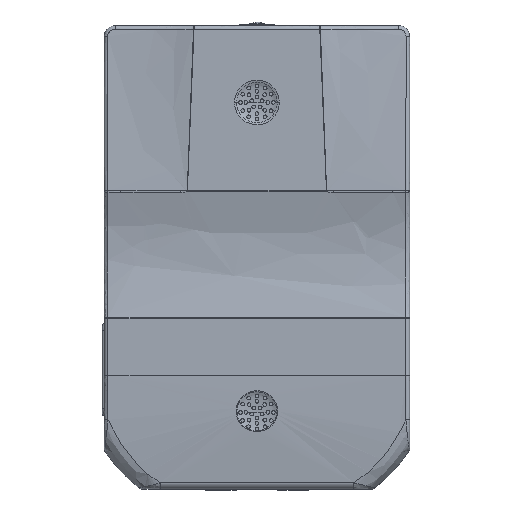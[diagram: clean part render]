
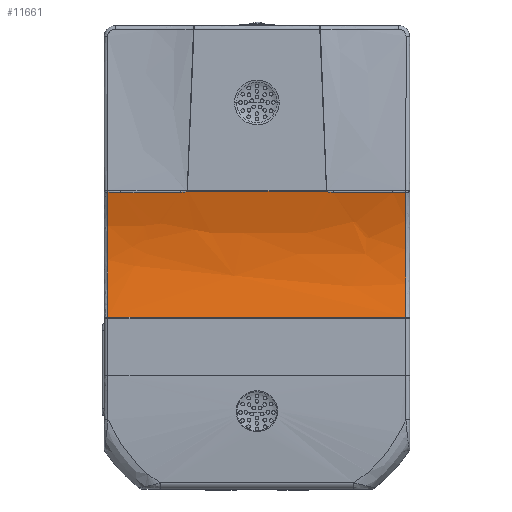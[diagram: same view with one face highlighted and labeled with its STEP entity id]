
A CAD part, top view. The second image highlights one B-rep face of the part: STEP entity #11661.
In plain terms, the highlighted free-form (B-spline) face has degree [2, 1] with [3, 2] control points.
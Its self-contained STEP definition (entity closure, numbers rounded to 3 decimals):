
#11661 = ADVANCED_FACE('',(#11662),#11782,.F.);
#11662 = FACE_BOUND('',#11663,.F.);
#11663 = EDGE_LOOP('',(#11664,#11675,#11690,#11701,#11710,#11717,#11726,
    #11737,#11752,#11761,#11769,#11776));
#11664 = ORIENTED_EDGE('',*,*,#11665,.F.);
#11665 = EDGE_CURVE('',#11666,#11668,#11670,.T.);
#11666 = VERTEX_POINT('',#11667);
#11667 = CARTESIAN_POINT('',(-46.613,22.186,
    12.34));
#11668 = VERTEX_POINT('',#11669);
#11669 = CARTESIAN_POINT('',(-51.053,22.328,
    12.383));
#11670 = B_SPLINE_CURVE_WITH_KNOTS('',3,(#11671,#11672,#11673,#11674),
  .UNSPECIFIED.,.F.,.F.,(4,4),(0.,0.004),
  .PIECEWISE_BEZIER_KNOTS.);
#11671 = CARTESIAN_POINT('',(-46.613,22.186,
    12.34));
#11672 = CARTESIAN_POINT('',(-48.093,22.227,
    12.352));
#11673 = CARTESIAN_POINT('',(-49.574,22.273,
    12.366));
#11674 = CARTESIAN_POINT('',(-51.053,22.328,
    12.383));
#11675 = ORIENTED_EDGE('',*,*,#11676,.F.);
#11676 = EDGE_CURVE('',#11677,#11666,#11679,.T.);
#11677 = VERTEX_POINT('',#11678);
#11678 = CARTESIAN_POINT('',(-26.208,22.184,
    12.339));
#11679 = B_SPLINE_CURVE_WITH_KNOTS('',3,(#11680,#11681,#11682,#11683,
    #11684,#11685,#11686,#11687,#11688,#11689),.UNSPECIFIED.,.F.,.F.,(4,
    2,2,2,4),(0.,0.002,0.004,
    0.008,0.016),.UNSPECIFIED.);
#11680 = CARTESIAN_POINT('',(-26.208,22.184,
    12.339));
#11681 = CARTESIAN_POINT('',(-27.056,22.12,
    12.32));
#11682 = CARTESIAN_POINT('',(-27.906,22.086,
    12.309));
#11683 = CARTESIAN_POINT('',(-29.606,22.034,
    12.294));
#11684 = CARTESIAN_POINT('',(-30.457,22.02,
    12.289));
#11685 = CARTESIAN_POINT('',(-33.008,21.991,
    12.281));
#11686 = CARTESIAN_POINT('',(-34.709,21.994,
    12.281));
#11687 = CARTESIAN_POINT('',(-39.811,22.031,
    12.293));
#11688 = CARTESIAN_POINT('',(-43.213,22.094,
    12.312));
#11689 = CARTESIAN_POINT('',(-46.613,22.186,
    12.34));
#11690 = ORIENTED_EDGE('',*,*,#11691,.F.);
#11691 = EDGE_CURVE('',#11692,#11677,#11694,.T.);
#11692 = VERTEX_POINT('',#11693);
#11693 = CARTESIAN_POINT('',(-24.203,22.44,
    12.417));
#11694 = B_SPLINE_CURVE_WITH_KNOTS('',3,(#11695,#11696,#11697,#11698,
    #11699,#11700),.UNSPECIFIED.,.F.,.F.,(4,2,4),(0.001,
    0.001,0.002),.UNSPECIFIED.);
#11695 = CARTESIAN_POINT('',(-24.203,22.44,
    12.417));
#11696 = CARTESIAN_POINT('',(-24.531,22.366,
    12.394));
#11697 = CARTESIAN_POINT('',(-24.865,22.319,
    12.38));
#11698 = CARTESIAN_POINT('',(-25.535,22.24,
    12.356));
#11699 = CARTESIAN_POINT('',(-25.872,22.21,
    12.347));
#11700 = CARTESIAN_POINT('',(-26.208,22.184,
    12.339));
#11701 = ORIENTED_EDGE('',*,*,#11702,.F.);
#11702 = EDGE_CURVE('',#11703,#11692,#11705,.T.);
#11703 = VERTEX_POINT('',#11704);
#11704 = CARTESIAN_POINT('',(-23.462,22.628,
    12.475));
#11705 = B_SPLINE_CURVE_WITH_KNOTS('',3,(#11706,#11707,#11708,#11709),
  .UNSPECIFIED.,.F.,.F.,(4,4),(0.,0.001),
  .PIECEWISE_BEZIER_KNOTS.);
#11706 = CARTESIAN_POINT('',(-23.462,22.628,
    12.475));
#11707 = CARTESIAN_POINT('',(-23.708,22.562,
    12.454));
#11708 = CARTESIAN_POINT('',(-23.954,22.496,
    12.434));
#11709 = CARTESIAN_POINT('',(-24.203,22.44,
    12.417));
#11710 = ORIENTED_EDGE('',*,*,#11711,.F.);
#11711 = EDGE_CURVE('',#11712,#11703,#11714,.T.);
#11712 = VERTEX_POINT('',#11713);
#11713 = CARTESIAN_POINT('',(23.462,22.628,
    12.475));
#11714 = B_SPLINE_CURVE_WITH_KNOTS('',1,(#11715,#11716),.UNSPECIFIED.,
  .F.,.F.,(2,2),(-115.112,-77.888),
  .PIECEWISE_BEZIER_KNOTS.);
#11715 = CARTESIAN_POINT('',(23.462,22.628,
    12.475));
#11716 = CARTESIAN_POINT('',(-23.462,22.628,
    12.475));
#11717 = ORIENTED_EDGE('',*,*,#11718,.F.);
#11718 = EDGE_CURVE('',#11719,#11712,#11721,.T.);
#11719 = VERTEX_POINT('',#11720);
#11720 = CARTESIAN_POINT('',(24.203,22.44,
    12.417));
#11721 = B_SPLINE_CURVE_WITH_KNOTS('',3,(#11722,#11723,#11724,#11725),
  .UNSPECIFIED.,.F.,.F.,(4,4),(0.,0.001),
  .PIECEWISE_BEZIER_KNOTS.);
#11722 = CARTESIAN_POINT('',(24.203,22.44,
    12.417));
#11723 = CARTESIAN_POINT('',(23.954,22.496,
    12.434));
#11724 = CARTESIAN_POINT('',(23.708,22.562,
    12.454));
#11725 = CARTESIAN_POINT('',(23.462,22.628,
    12.475));
#11726 = ORIENTED_EDGE('',*,*,#11727,.F.);
#11727 = EDGE_CURVE('',#11728,#11719,#11730,.T.);
#11728 = VERTEX_POINT('',#11729);
#11729 = CARTESIAN_POINT('',(26.208,22.184,
    12.339));
#11730 = B_SPLINE_CURVE_WITH_KNOTS('',3,(#11731,#11732,#11733,#11734,
    #11735,#11736),.UNSPECIFIED.,.F.,.F.,(4,2,4),(0.,
    0.001,0.002),.UNSPECIFIED.);
#11731 = CARTESIAN_POINT('',(26.208,22.184,
    12.339));
#11732 = CARTESIAN_POINT('',(25.872,22.21,
    12.347));
#11733 = CARTESIAN_POINT('',(25.535,22.24,
    12.356));
#11734 = CARTESIAN_POINT('',(24.865,22.319,
    12.38));
#11735 = CARTESIAN_POINT('',(24.531,22.366,
    12.394));
#11736 = CARTESIAN_POINT('',(24.203,22.44,
    12.417));
#11737 = ORIENTED_EDGE('',*,*,#11738,.F.);
#11738 = EDGE_CURVE('',#11739,#11728,#11741,.T.);
#11739 = VERTEX_POINT('',#11740);
#11740 = CARTESIAN_POINT('',(46.596,22.186,
    12.339));
#11741 = B_SPLINE_CURVE_WITH_KNOTS('',3,(#11742,#11743,#11744,#11745,
    #11746,#11747,#11748,#11749,#11750,#11751),.UNSPECIFIED.,.F.,.F.,(4,
    2,2,2,4),(0.,0.008,0.012,
    0.014,0.016),.UNSPECIFIED.);
#11742 = CARTESIAN_POINT('',(46.596,22.186,
    12.339));
#11743 = CARTESIAN_POINT('',(43.198,22.094,
    12.312));
#11744 = CARTESIAN_POINT('',(39.8,22.031,
    12.293));
#11745 = CARTESIAN_POINT('',(34.702,21.994,
    12.281));
#11746 = CARTESIAN_POINT('',(33.002,21.991,
    12.281));
#11747 = CARTESIAN_POINT('',(30.453,22.02,
    12.289));
#11748 = CARTESIAN_POINT('',(29.604,22.035,
    12.294));
#11749 = CARTESIAN_POINT('',(27.905,22.086,
    12.309));
#11750 = CARTESIAN_POINT('',(27.056,22.121,
    12.32));
#11751 = CARTESIAN_POINT('',(26.208,22.184,
    12.339));
#11752 = ORIENTED_EDGE('',*,*,#11753,.F.);
#11753 = EDGE_CURVE('',#11754,#11739,#11756,.T.);
#11754 = VERTEX_POINT('',#11755);
#11755 = CARTESIAN_POINT('',(51.053,22.328,
    12.383));
#11756 = B_SPLINE_CURVE_WITH_KNOTS('',3,(#11757,#11758,#11759,#11760),
  .UNSPECIFIED.,.F.,.F.,(4,4),(0.001,0.005),
  .PIECEWISE_BEZIER_KNOTS.);
#11757 = CARTESIAN_POINT('',(51.053,22.328,
    12.383));
#11758 = CARTESIAN_POINT('',(49.568,22.273,
    12.366));
#11759 = CARTESIAN_POINT('',(48.082,22.226,
    12.352));
#11760 = CARTESIAN_POINT('',(46.596,22.186,
    12.339));
#11761 = ORIENTED_EDGE('',*,*,#11762,.F.);
#11762 = EDGE_CURVE('',#11763,#11754,#11765,.T.);
#11763 = VERTEX_POINT('',#11764);
#11764 = CARTESIAN_POINT('',(51.053,-20.525,
    12.447));
#11765 = ( BOUNDED_CURVE() B_SPLINE_CURVE(2,(#11766,#11767,#11768),
.UNSPECIFIED.,.F.,.F.) B_SPLINE_CURVE_WITH_KNOTS((3,3),(1.272,
1.867),.PIECEWISE_BEZIER_KNOTS.) CURVE() 
GEOMETRIC_REPRESENTATION_ITEM() RATIONAL_B_SPLINE_CURVE((1.,
0.956,1.)) REPRESENTATION_ITEM('') );
#11766 = CARTESIAN_POINT('',(51.053,-20.525,
    12.447));
#11767 = CARTESIAN_POINT('',(51.053,0.891,
    5.839));
#11768 = CARTESIAN_POINT('',(51.053,22.328,
    12.383));
#11769 = ORIENTED_EDGE('',*,*,#11770,.F.);
#11770 = EDGE_CURVE('',#11771,#11763,#11773,.T.);
#11771 = VERTEX_POINT('',#11772);
#11772 = CARTESIAN_POINT('',(-51.053,-20.525,
    12.447));
#11773 = B_SPLINE_CURVE_WITH_KNOTS('',1,(#11774,#11775),.UNSPECIFIED.,
  .F.,.F.,(2,2),(56.,137.),.PIECEWISE_BEZIER_KNOTS.);
#11774 = CARTESIAN_POINT('',(-51.053,-20.525,
    12.447));
#11775 = CARTESIAN_POINT('',(51.053,-20.525,
    12.447));
#11776 = ORIENTED_EDGE('',*,*,#11777,.F.);
#11777 = EDGE_CURVE('',#11668,#11771,#11778,.T.);
#11778 = ( BOUNDED_CURVE() B_SPLINE_CURVE(2,(#11779,#11780,#11781),
.UNSPECIFIED.,.F.,.F.) B_SPLINE_CURVE_WITH_KNOTS((3,3),(1.275,
1.87),.PIECEWISE_BEZIER_KNOTS.) CURVE() 
GEOMETRIC_REPRESENTATION_ITEM() RATIONAL_B_SPLINE_CURVE((1.,
0.956,1.)) REPRESENTATION_ITEM('') );
#11779 = CARTESIAN_POINT('',(-51.053,22.328,
    12.383));
#11780 = CARTESIAN_POINT('',(-51.053,0.891,5.839
    ));
#11781 = CARTESIAN_POINT('',(-51.053,-20.525,
    12.447));
#11782 = ( BOUNDED_SURFACE() B_SPLINE_SURFACE(2,1,(
    (#11783,#11784)
    ,(#11785,#11786)
    ,(#11787,#11788
)),.UNSPECIFIED.,.F.,.F.,.F.) B_SPLINE_SURFACE_WITH_KNOTS((3,3),(2,2),(
    4.413,5.013),(56.,137.),
.PIECEWISE_BEZIER_KNOTS.) GEOMETRIC_REPRESENTATION_ITEM() 
RATIONAL_B_SPLINE_SURFACE((
    (1.,1.)
    ,(0.955,0.955)
,(1.,1.))) REPRESENTATION_ITEM('') SURFACE() );
#11783 = CARTESIAN_POINT('',(-51.053,-20.525,
    12.447));
#11784 = CARTESIAN_POINT('',(51.053,-20.525,
    12.447));
#11785 = CARTESIAN_POINT('',(-51.053,1.056,
    5.788));
#11786 = CARTESIAN_POINT('',(51.053,1.056,
    5.788));
#11787 = CARTESIAN_POINT('',(-51.053,22.628,
    12.475));
#11788 = CARTESIAN_POINT('',(51.053,22.628,
    12.475));
